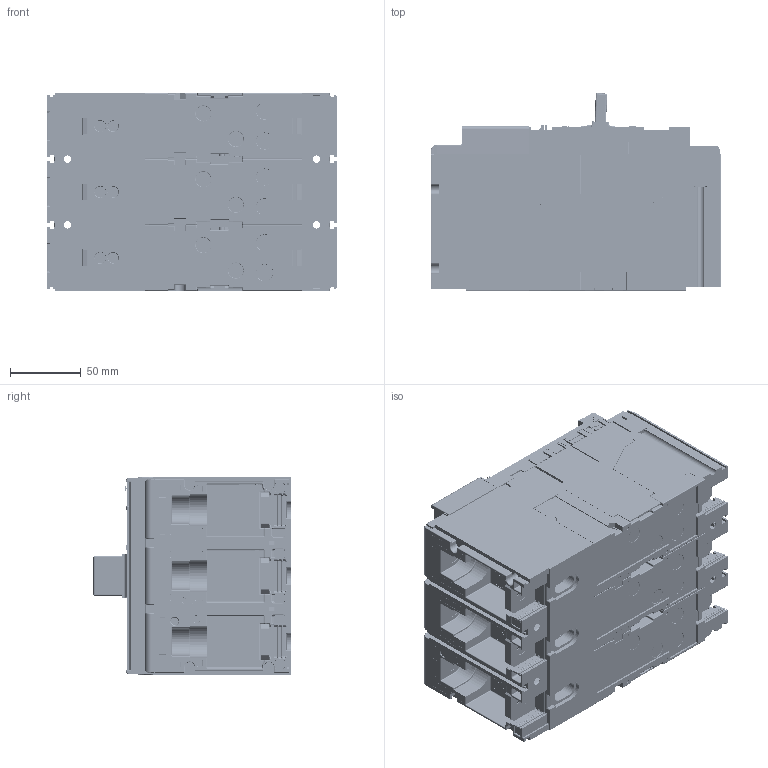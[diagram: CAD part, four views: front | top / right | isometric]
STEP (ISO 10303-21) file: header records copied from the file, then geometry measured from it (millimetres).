
FILE_DESCRIPTION((''),'2;1');
FILE_NAME('1SDH002065A1115_SR','2019-05-24T',('ITMADEL7'),(''),'CREO PARAMETRIC BY PTC INC, 2016050','CREO PARAMETRIC BY PTC INC, 2016050','');
FILE_SCHEMA(('AUTOMOTIVE_DESIGN { 1 0 10303 214 1 1 1 1 }'));
Products named in the file (1): 1SDH002065A1115_SR
Bounding box: 205 x 139.32 x 139.5 mm (x, y, z)
Volume: 16345.3 mm3; surface area: 251045.7 mm2
Topology: 41 solids, 67 shells, 15044 faces, 40929 edges, 25964 vertices
Faces by surface type: plane 12176, cylinder 1915, torus 465, bspline 248, sphere 204, cone 36
Entity records: 494910 total; most frequent: CARTESIAN_POINT 117882, ORIENTED_EDGE 81396, DIRECTION 72975, EDGE_CURVE 40744, VECTOR 35093, LINE 35093, VERTEX_POINT 25966, AXIS2_PLACEMENT_3D 18941
